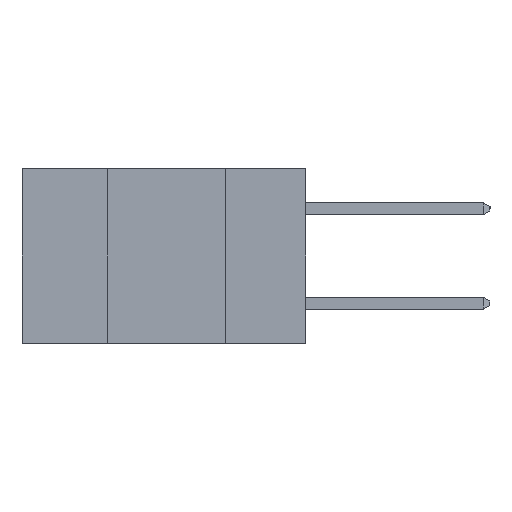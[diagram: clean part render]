
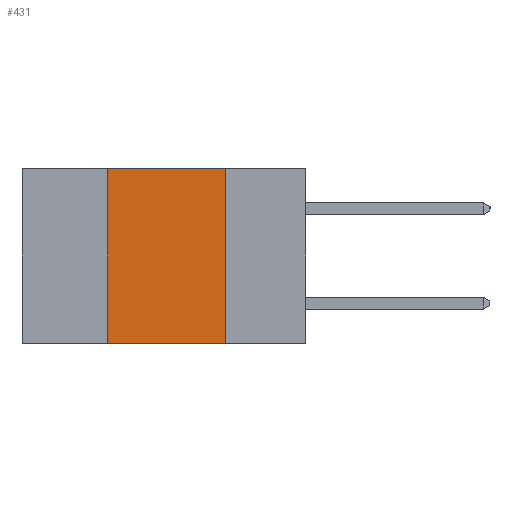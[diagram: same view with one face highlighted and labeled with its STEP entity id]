
A CAD part, left-side view. The second image highlights one B-rep face of the part: STEP entity #431.
In plain terms, the highlighted planar face has unit normal (-1, 0, 0).
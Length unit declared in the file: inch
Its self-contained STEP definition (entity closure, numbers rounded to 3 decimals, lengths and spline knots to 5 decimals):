
#427 = EDGE_CURVE ( 'NONE', #5588, #3716, #8813, .T. ) ;
#431 = ADVANCED_FACE ( 'NONE', ( #4723 ), #8040, .F. ) ;
#786 = LINE ( 'NONE', #9911, #5726 ) ;
#991 = LINE ( 'NONE', #7544, #6914 ) ;
#1428 = DIRECTION ( 'NONE',  ( 0., 0., -1. ) ) ;
#1517 = EDGE_LOOP ( 'NONE', ( #10175, #2279, #4350, #7276 ) ) ;
#1753 = VECTOR ( 'NONE', #1428, 39.37008 ) ;
#2279 = ORIENTED_EDGE ( 'NONE', *, *, #9857, .F. ) ;
#3070 = CARTESIAN_POINT ( 'NONE',  ( 0., 0.17, 0. ) ) ;
#3148 = CARTESIAN_POINT ( 'NONE',  ( 0., 0.42, 0. ) ) ;
#3561 = VERTEX_POINT ( 'NONE', #10111 ) ;
#3716 = VERTEX_POINT ( 'NONE', #8842 ) ;
#4350 = ORIENTED_EDGE ( 'NONE', *, *, #6313, .F. ) ;
#4448 = DIRECTION ( 'NONE',  ( 0., -1., 0. ) ) ;
#4723 = FACE_OUTER_BOUND ( 'NONE', #1517, .T. ) ;
#5588 = VERTEX_POINT ( 'NONE', #3070 ) ;
#5726 = VECTOR ( 'NONE', #6932, 39.37008 ) ;
#6241 = DIRECTION ( 'NONE',  ( 1., 0., 0. ) ) ;
#6313 = EDGE_CURVE ( 'NONE', #3561, #10253, #6719, .T. ) ;
#6719 = LINE ( 'NONE', #10064, #7581 ) ;
#6914 = VECTOR ( 'NONE', #4448, 39.37008 ) ;
#6932 = DIRECTION ( 'NONE',  ( 0., -1., 0. ) ) ;
#7168 = DIRECTION ( 'NONE',  ( 0., 0., -1. ) ) ;
#7276 = ORIENTED_EDGE ( 'NONE', *, *, #8091, .T. ) ;
#7544 = CARTESIAN_POINT ( 'NONE',  ( 0., 0.6, -0.37 ) ) ;
#7581 = VECTOR ( 'NONE', #10117, 39.37008 ) ;
#8040 = PLANE ( 'NONE',  #8868 ) ;
#8091 = EDGE_CURVE ( 'NONE', #3561, #3716, #991, .T. ) ;
#8813 = LINE ( 'NONE', #10616, #1753 ) ;
#8842 = CARTESIAN_POINT ( 'NONE',  ( 0., 0.17, -0.37 ) ) ;
#8868 = AXIS2_PLACEMENT_3D ( 'NONE', #9535, #6241, #7168 ) ;
#9535 = CARTESIAN_POINT ( 'NONE',  ( 0., 0.6, 0. ) ) ;
#9857 = EDGE_CURVE ( 'NONE', #10253, #5588, #786, .T. ) ;
#9911 = CARTESIAN_POINT ( 'NONE',  ( 0., 0.6, 0. ) ) ;
#10064 = CARTESIAN_POINT ( 'NONE',  ( 0., 0.42, -0.37 ) ) ;
#10111 = CARTESIAN_POINT ( 'NONE',  ( 0., 0.42, -0.37 ) ) ;
#10117 = DIRECTION ( 'NONE',  ( 0., 0., 1. ) ) ;
#10175 = ORIENTED_EDGE ( 'NONE', *, *, #427, .F. ) ;
#10253 = VERTEX_POINT ( 'NONE', #3148 ) ;
#10616 = CARTESIAN_POINT ( 'NONE',  ( 0., 0.17, -0.37 ) ) ;
